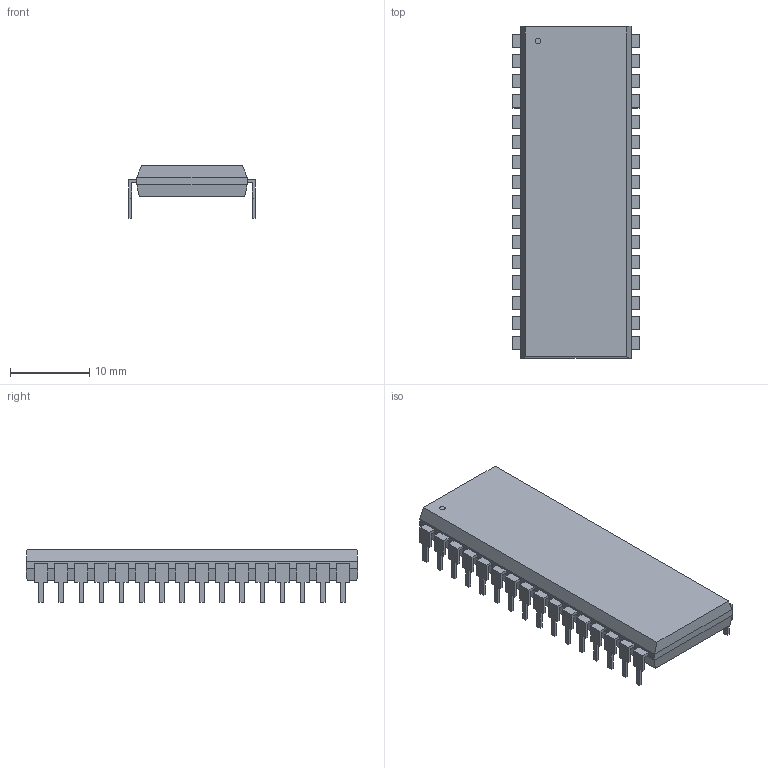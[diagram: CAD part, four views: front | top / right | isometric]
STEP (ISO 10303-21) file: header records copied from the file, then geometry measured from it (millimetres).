
FILE_DESCRIPTION(('STEP AP214'),'1');
FILE_NAME('PDIP-32_MIL600_ALL','2025-09-09T02:33:46',(''),(''),'','','');
FILE_SCHEMA(('AUTOMOTIVE_DESIGN'));
Length unit declared in the file: millimetre
Products named in the file (1): product
Bounding box: 15.95 x 41.91 x 6.68 mm (x, y, z)
Volume: 2308.3 mm3; surface area: 2110.9 mm2
Topology: 34 solids, 34 shells, 401 faces, 991 edges, 658 vertices
Faces by surface type: plane 400, cylinder 1
Full cylindrical faces by diameter (mm): 0.696 x1
Entity records: 11117 total; most frequent: ORIENTED_EDGE 1980, DIRECTION 1798, CARTESIAN_POINT 1063, EDGE_CURVE 990, LINE 988, VECTOR 988, VERTEX_POINT 658, AXIS2_PLACEMENT_3D 405
